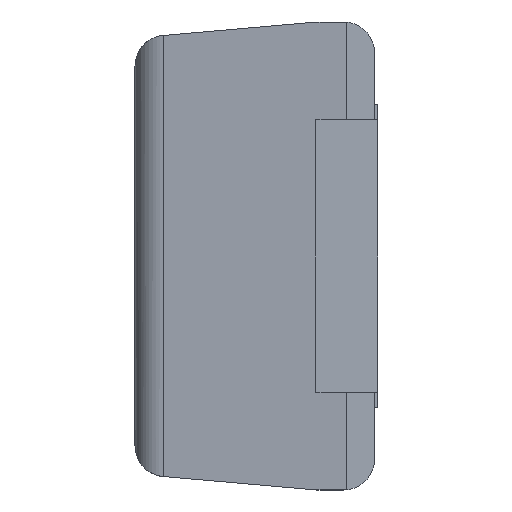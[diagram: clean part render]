
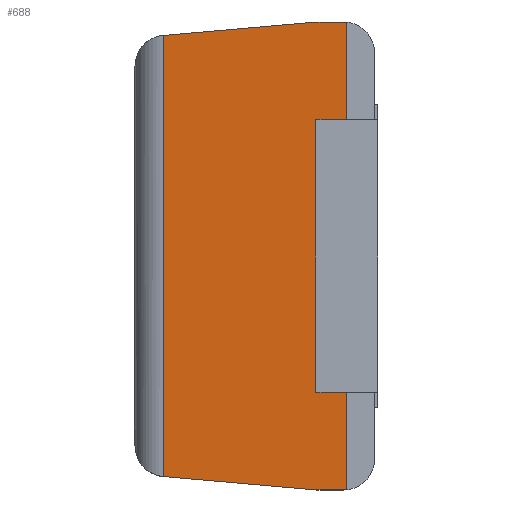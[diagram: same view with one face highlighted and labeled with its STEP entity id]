
A CAD part, left-side view. The second image highlights one B-rep face of the part: STEP entity #688.
In plain terms, the highlighted face is planar.
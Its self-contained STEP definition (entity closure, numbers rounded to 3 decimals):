
#136=ELLIPSE('',#732,0.127,0.127);
#137=ELLIPSE('',#733,0.127,0.127);
#158=VERTEX_POINT('',#970);
#159=VERTEX_POINT('',#972);
#160=VERTEX_POINT('',#976);
#161=VERTEX_POINT('',#978);
#162=VERTEX_POINT('',#980);
#163=VERTEX_POINT('',#982);
#164=VERTEX_POINT('',#984);
#165=VERTEX_POINT('',#986);
#214=VECTOR('',#812,1.);
#215=VECTOR('',#814,1.);
#216=VECTOR('',#815,1.);
#217=VECTOR('',#816,1.);
#218=VECTOR('',#819,1.);
#219=VECTOR('',#822,1.);
#286=LINE('',#973,#214);
#287=LINE('',#975,#215);
#288=LINE('',#977,#216);
#289=LINE('',#979,#217);
#290=LINE('',#983,#218);
#291=LINE('',#987,#219);
#368=EDGE_CURVE('',#159,#158,#286,.T.);
#369=EDGE_CURVE('',#158,#160,#287,.T.);
#370=EDGE_CURVE('',#161,#159,#288,.T.);
#371=EDGE_CURVE('',#162,#161,#289,.T.);
#372=EDGE_CURVE('',#163,#162,#136,.T.);
#373=EDGE_CURVE('',#164,#163,#290,.T.);
#374=EDGE_CURVE('',#165,#164,#137,.T.);
#375=EDGE_CURVE('',#160,#165,#291,.T.);
#470=ORIENTED_EDGE('',*,*,#369,.F.);
#471=ORIENTED_EDGE('',*,*,#368,.F.);
#472=ORIENTED_EDGE('',*,*,#370,.F.);
#473=ORIENTED_EDGE('',*,*,#371,.F.);
#474=ORIENTED_EDGE('',*,*,#372,.F.);
#475=ORIENTED_EDGE('',*,*,#373,.F.);
#476=ORIENTED_EDGE('',*,*,#374,.F.);
#477=ORIENTED_EDGE('',*,*,#375,.F.);
#612=EDGE_LOOP('',(#470,#471,#472,#473,#474,#475,#476,#477));
#650=FACE_BOUND('',#612,.T.);
#688=ADVANCED_FACE('',(#650),#1104,.F.);
#731=AXIS2_PLACEMENT_3D('',#974,#813,$);
#732=AXIS2_PLACEMENT_3D('',#981,#817,#818);
#733=AXIS2_PLACEMENT_3D('',#985,#820,#821);
#812=DIRECTION('',(1.,0.,0.));
#813=DIRECTION('',(0.,-0.996,0.087));
#814=DIRECTION('',(0.087,0.087,0.992));
#815=DIRECTION('',(0.087,-0.087,-0.992));
#816=DIRECTION('',(0.,-0.087,-0.996));
#817=DIRECTION('',(0.,-0.996,0.087));
#818=DIRECTION('',(0.,-0.011,-0.127));
#819=DIRECTION('',(-1.,0.,0.));
#820=DIRECTION('',(0.,-0.996,0.087));
#821=DIRECTION('',(0.,-0.011,-0.127));
#822=DIRECTION('',(0.,0.087,0.996));
#970=CARTESIAN_POINT('',(0.91,1.434,-0.884));
#972=CARTESIAN_POINT('',(-0.91,1.434,-0.884));
#973=CARTESIAN_POINT('',(-4.115,1.434,-0.884));
#974=CARTESIAN_POINT('',(-4.115,1.467,-0.506));
#975=CARTESIAN_POINT('',(0.91,1.434,-0.882));
#976=CARTESIAN_POINT('',(0.965,1.489,-0.25));
#977=CARTESIAN_POINT('',(-0.941,1.465,-0.527));
#978=CARTESIAN_POINT('',(-0.965,1.489,-0.25));
#979=CARTESIAN_POINT('',(-0.965,1.469,-0.48));
#980=CARTESIAN_POINT('',(-0.965,1.499,-0.14));
#981=CARTESIAN_POINT('',(-0.838,1.499,-0.14));
#982=CARTESIAN_POINT('',(-0.964,1.5,-0.127));
#983=CARTESIAN_POINT('',(-2.057,1.5,-0.127));
#984=CARTESIAN_POINT('',(0.964,1.5,-0.127));
#985=CARTESIAN_POINT('',(0.838,1.499,-0.14));
#986=CARTESIAN_POINT('',(0.965,1.499,-0.14));
#987=CARTESIAN_POINT('',(0.965,1.469,-0.48));
#1104=PLANE('',#731);
